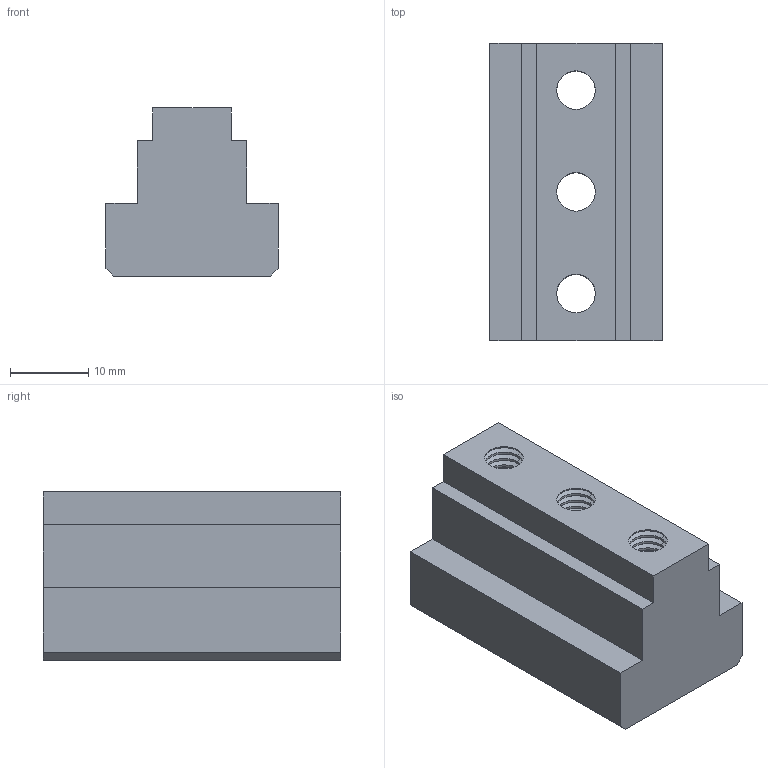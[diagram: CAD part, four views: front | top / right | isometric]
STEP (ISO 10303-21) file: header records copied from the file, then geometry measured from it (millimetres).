
FILE_DESCRIPTION(('STEP AP214'),'1');
FILE_NAME(' ',' ',('TraceParts'),('TraceParts S.A.'),'XStep 1.0',' ',' ');
FILE_SCHEMA(('automotive_design'));
Length unit declared in the file: millimetre
Products named in the file (1): 1
Bounding box: 22 x 38 x 21.5 mm (x, y, z)
Volume: 12128.3 mm3; surface area: 5691.1 mm2
Topology: 1 solids, 1 shells, 652 faces, 1320 edges, 670 vertices
Faces by surface type: torus 252, cone 252, cylinder 132, plane 16
Entity records: 31900 total; most frequent: DIRECTION 3520, STYLED_ITEM 2643, PRESENTATION_STYLE_ASSIGNMENT 2643, CARTESIAN_POINT 2643, COLOUR_RGB 2643, ORIENTED_EDGE 2640, AXIS2_PLACEMENT_3D 1547, EDGE_CURVE 1320
